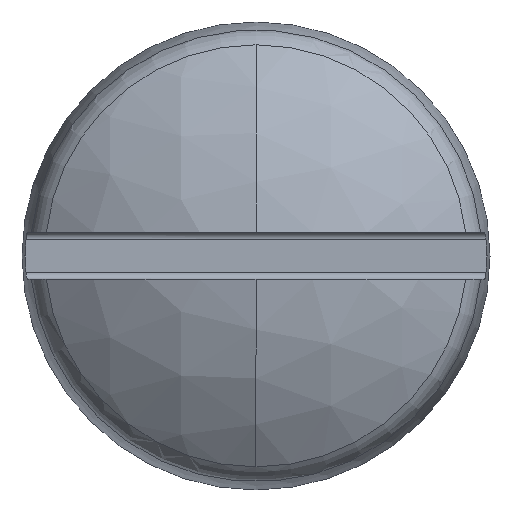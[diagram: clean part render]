
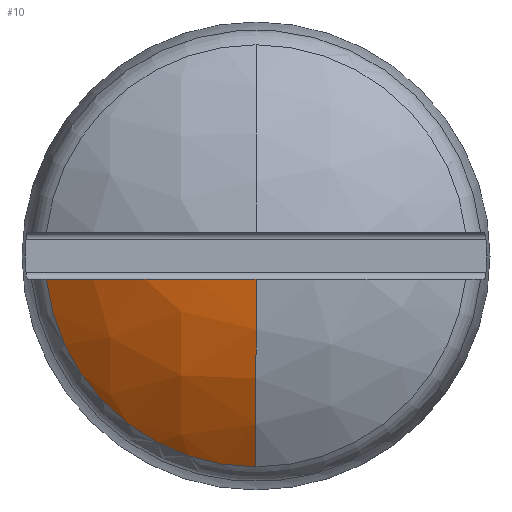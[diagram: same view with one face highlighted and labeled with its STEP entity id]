
A CAD part, top view. The second image highlights one B-rep face of the part: STEP entity #10.
In plain terms, the highlighted spherical face has radius 2.572 mm.
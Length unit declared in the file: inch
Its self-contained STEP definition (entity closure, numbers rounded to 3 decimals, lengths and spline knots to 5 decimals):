
#10 = ADVANCED_FACE ( 'NONE', ( #656 ), #1725, .T. ) ;
#11 = CARTESIAN_POINT ( 'NONE',  ( 0., 0., 0.034 ) ) ;
#43 = VERTEX_POINT ( 'NONE', #3029 ) ;
#75 = CIRCLE ( 'NONE', #1910, 0.06304 ) ;
#396 = ORIENTED_EDGE ( 'NONE', *, *, #968, .T. ) ;
#404 = DIRECTION ( 'NONE',  ( 0., -1., 0. ) ) ;
#426 = CARTESIAN_POINT ( 'NONE',  ( 0., 0., 0.034 ) ) ;
#539 = AXIS2_PLACEMENT_3D ( 'NONE', #426, #1094, #1754 ) ;
#656 = FACE_OUTER_BOUND ( 'NONE', #3482, .T. ) ;
#661 = CARTESIAN_POINT ( 'NONE',  ( 0., 0., 0.11323 ) ) ;
#825 = AXIS2_PLACEMENT_3D ( 'NONE', #2682, #404, #1691 ) ;
#963 = EDGE_CURVE ( 'NONE', #987, #3294, #75, .T. ) ;
#968 = EDGE_CURVE ( 'NONE', #3294, #43, #3280, .T. ) ;
#987 = VERTEX_POINT ( 'NONE', #1539 ) ;
#1034 = ORIENTED_EDGE ( 'NONE', *, *, #963, .T. ) ;
#1094 = DIRECTION ( 'NONE',  ( -1., 0., 0. ) ) ;
#1123 = AXIS2_PLACEMENT_3D ( 'NONE', #11, #3868, #1638 ) ;
#1192 = CARTESIAN_POINT ( 'NONE',  ( 0., -0.06304, 0.11323 ) ) ;
#1539 = CARTESIAN_POINT ( 'NONE',  ( -0.06265, -0.007, 0.11323 ) ) ;
#1638 = DIRECTION ( 'NONE',  ( 0., -1., 0. ) ) ;
#1691 = DIRECTION ( 'NONE',  ( 0., 0., -1. ) ) ;
#1725 = SPHERICAL_SURFACE ( 'NONE', #539, 0.10125 ) ;
#1754 = DIRECTION ( 'NONE',  ( 0., 1., 0. ) ) ;
#1910 = AXIS2_PLACEMENT_3D ( 'NONE', #661, #2905, #2942 ) ;
#2278 = CIRCLE ( 'NONE', #825, 0.10101 ) ;
#2682 = CARTESIAN_POINT ( 'NONE',  ( 0., -0.007, 0.034 ) ) ;
#2905 = DIRECTION ( 'NONE',  ( 0., 0., 1. ) ) ;
#2942 = DIRECTION ( 'NONE',  ( -1., 0., 0. ) ) ;
#3029 = CARTESIAN_POINT ( 'NONE',  ( 0., -0.007, 0.13501 ) ) ;
#3083 = ORIENTED_EDGE ( 'NONE', *, *, #4159, .T. ) ;
#3280 = CIRCLE ( 'NONE', #1123, 0.10125 ) ;
#3294 = VERTEX_POINT ( 'NONE', #1192 ) ;
#3482 = EDGE_LOOP ( 'NONE', ( #1034, #396, #3083 ) ) ;
#3868 = DIRECTION ( 'NONE',  ( -1., 0., 0. ) ) ;
#4159 = EDGE_CURVE ( 'NONE', #43, #987, #2278, .T. ) ;
